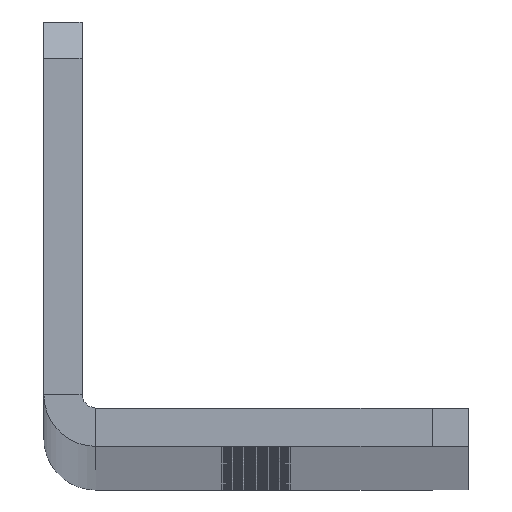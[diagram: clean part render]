
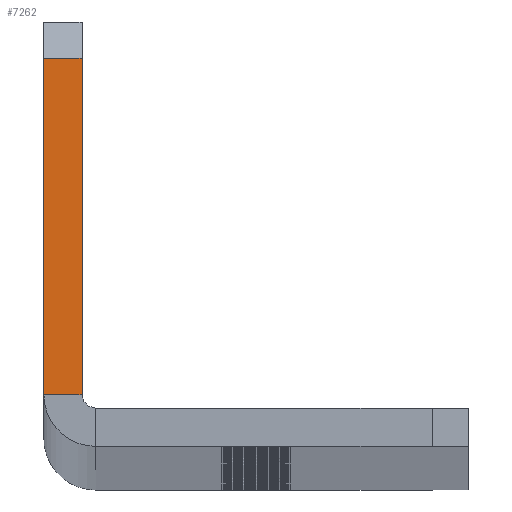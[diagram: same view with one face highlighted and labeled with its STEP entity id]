
A CAD part, top view. The second image highlights one B-rep face of the part: STEP entity #7262.
In plain terms, the highlighted planar face has unit normal (0, 0, 1).
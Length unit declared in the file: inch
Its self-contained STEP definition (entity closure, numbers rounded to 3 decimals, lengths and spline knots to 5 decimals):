
#203 = LINE ( 'NONE', #6740, #5555 ) ;
#656 = DIRECTION ( 'NONE',  ( -1., 0., 0. ) ) ;
#828 = DIRECTION ( 'NONE',  ( 1., 0., 0. ) ) ;
#887 = DIRECTION ( 'NONE',  ( 0., 0., 1. ) ) ;
#1268 = ORIENTED_EDGE ( 'NONE', *, *, #8246, .T. ) ;
#1647 = CARTESIAN_POINT ( 'NONE',  ( 0., 0.122, 29.5 ) ) ;
#2455 = VERTEX_POINT ( 'NONE', #7034 ) ;
#2810 = VERTEX_POINT ( 'NONE', #5290 ) ;
#2894 = FACE_OUTER_BOUND ( 'NONE', #6578, .T. ) ;
#2904 = LINE ( 'NONE', #5499, #8391 ) ;
#3637 = DIRECTION ( 'NONE',  ( 1., 0., 0. ) ) ;
#3856 = DIRECTION ( 'NONE',  ( 0., -1., 0. ) ) ;
#4269 = VERTEX_POINT ( 'NONE', #1647 ) ;
#4479 = CARTESIAN_POINT ( 'NONE',  ( 0.122, 0.09, 29.5 ) ) ;
#5281 = VECTOR ( 'NONE', #656, 39.37008 ) ;
#5290 = CARTESIAN_POINT ( 'NONE',  ( 0., 0.915, 29.5 ) ) ;
#5318 = ORIENTED_EDGE ( 'NONE', *, *, #8512, .T. ) ;
#5492 = EDGE_CURVE ( 'NONE', #2455, #2810, #5935, .T. ) ;
#5498 = AXIS2_PLACEMENT_3D ( 'NONE', #4479, #887, #3637 ) ;
#5499 = CARTESIAN_POINT ( 'NONE',  ( 0.09, 0., 29.5 ) ) ;
#5555 = VECTOR ( 'NONE', #3856, 39.37008 ) ;
#5935 = LINE ( 'NONE', #6347, #5281 ) ;
#5997 = PLANE ( 'NONE',  #5498 ) ;
#6239 = VERTEX_POINT ( 'NONE', #8904 ) ;
#6347 = CARTESIAN_POINT ( 'NONE',  ( 0., 0.915, 29.5 ) ) ;
#6422 = EDGE_CURVE ( 'NONE', #2455, #6239, #2904, .T. ) ;
#6578 = EDGE_LOOP ( 'NONE', ( #7059, #6916, #5318, #1268 ) ) ;
#6740 = CARTESIAN_POINT ( 'NONE',  ( 0., 0., 29.5 ) ) ;
#6916 = ORIENTED_EDGE ( 'NONE', *, *, #5492, .T. ) ;
#7034 = CARTESIAN_POINT ( 'NONE',  ( 0.09, 0.915, 29.5 ) ) ;
#7059 = ORIENTED_EDGE ( 'NONE', *, *, #6422, .F. ) ;
#7241 = VECTOR ( 'NONE', #828, 39.37008 ) ;
#7262 = ADVANCED_FACE ( 'NONE', ( #2894 ), #5997, .T. ) ;
#7475 = LINE ( 'NONE', #7903, #7241 ) ;
#7547 = DIRECTION ( 'NONE',  ( 0., -1., 0. ) ) ;
#7903 = CARTESIAN_POINT ( 'NONE',  ( 0., 0.122, 29.5 ) ) ;
#8246 = EDGE_CURVE ( 'NONE', #4269, #6239, #7475, .T. ) ;
#8391 = VECTOR ( 'NONE', #7547, 39.37008 ) ;
#8512 = EDGE_CURVE ( 'NONE', #2810, #4269, #203, .T. ) ;
#8904 = CARTESIAN_POINT ( 'NONE',  ( 0.09, 0.122, 29.5 ) ) ;
